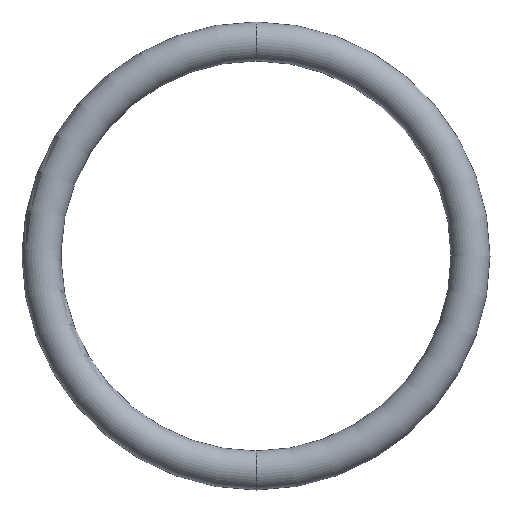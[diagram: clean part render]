
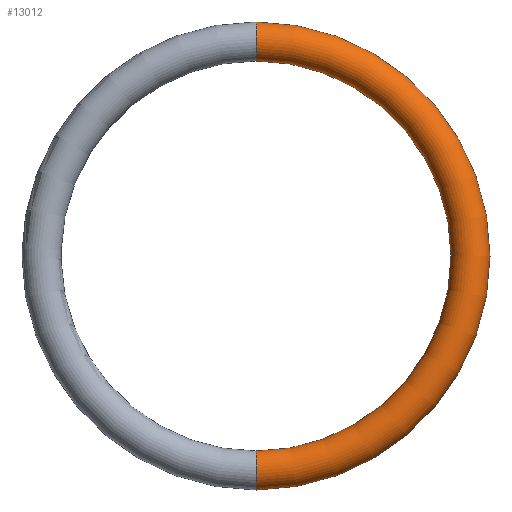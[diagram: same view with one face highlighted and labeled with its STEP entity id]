
A CAD part, front view. The second image highlights one B-rep face of the part: STEP entity #13012.
In plain terms, the highlighted toroidal (fillet/blend) face has major radius 66 mm and minor radius 6 mm.
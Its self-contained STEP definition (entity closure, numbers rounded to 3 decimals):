
#289 = DIRECTION ( 'NONE',  ( 0., 0., 1. ) ) ;
#1310 = EDGE_CURVE ( 'NONE', #1771, #5929, #8566, .T. ) ;
#1540 = DIRECTION ( 'NONE',  ( 1., 0., 0. ) ) ;
#1771 = VERTEX_POINT ( 'NONE', #4958 ) ;
#2088 = ORIENTED_EDGE ( 'NONE', *, *, #1310, .T. ) ;
#2089 = CARTESIAN_POINT ( 'NONE',  ( 0., 0., 0. ) ) ;
#2195 = CIRCLE ( 'NONE', #10962, 60. ) ;
#2491 = CARTESIAN_POINT ( 'NONE',  ( 0., 0., 72. ) ) ;
#2619 = DIRECTION ( 'NONE',  ( 0., -1., 0. ) ) ;
#2915 = ORIENTED_EDGE ( 'NONE', *, *, #3034, .F. ) ;
#3034 = EDGE_CURVE ( 'NONE', #1771, #8213, #3315, .T. ) ;
#3315 = CIRCLE ( 'NONE', #9807, 6. ) ;
#3572 = FACE_OUTER_BOUND ( 'NONE', #11136, .T. ) ;
#4255 = EDGE_CURVE ( 'NONE', #5929, #8526, #6777, .T. ) ;
#4655 = CARTESIAN_POINT ( 'NONE',  ( 0., 0., 60. ) ) ;
#4958 = CARTESIAN_POINT ( 'NONE',  ( 0., 0., -72. ) ) ;
#5151 = CARTESIAN_POINT ( 'NONE',  ( 0., 0., 0. ) ) ;
#5929 = VERTEX_POINT ( 'NONE', #2491 ) ;
#6007 = CARTESIAN_POINT ( 'NONE',  ( 0., 0., 0. ) ) ;
#6327 = DIRECTION ( 'NONE',  ( 0., -1., 0. ) ) ;
#6374 = DIRECTION ( 'NONE',  ( 0., 0., -1. ) ) ;
#6766 = ORIENTED_EDGE ( 'NONE', *, *, #11540, .F. ) ;
#6777 = CIRCLE ( 'NONE', #8683, 6. ) ;
#7222 = TOROIDAL_SURFACE ( 'NONE', #13339, 66., 6. ) ;
#8066 = DIRECTION ( 'NONE',  ( 0., 0., -1. ) ) ;
#8118 = DIRECTION ( 'NONE',  ( 0., 0., -1. ) ) ;
#8155 = DIRECTION ( 'NONE',  ( -1., 0., 0. ) ) ;
#8213 = VERTEX_POINT ( 'NONE', #11109 ) ;
#8526 = VERTEX_POINT ( 'NONE', #4655 ) ;
#8566 = CIRCLE ( 'NONE', #9608, 72. ) ;
#8683 = AXIS2_PLACEMENT_3D ( 'NONE', #9145, #1540, #8066 ) ;
#9145 = CARTESIAN_POINT ( 'NONE',  ( 0., 0., 66. ) ) ;
#9608 = AXIS2_PLACEMENT_3D ( 'NONE', #6007, #2619, #8118 ) ;
#9807 = AXIS2_PLACEMENT_3D ( 'NONE', #13757, #8155, #289 ) ;
#10962 = AXIS2_PLACEMENT_3D ( 'NONE', #5151, #6327, #6374 ) ;
#11109 = CARTESIAN_POINT ( 'NONE',  ( 0., 0., -60. ) ) ;
#11111 = DIRECTION ( 'NONE',  ( 0., 0., -1. ) ) ;
#11136 = EDGE_LOOP ( 'NONE', ( #2915, #2088, #13843, #6766 ) ) ;
#11540 = EDGE_CURVE ( 'NONE', #8213, #8526, #2195, .T. ) ;
#13012 = ADVANCED_FACE ( 'NONE', ( #3572 ), #7222, .T. ) ;
#13339 = AXIS2_PLACEMENT_3D ( 'NONE', #2089, #14456, #11111 ) ;
#13757 = CARTESIAN_POINT ( 'NONE',  ( 0., 0., -66. ) ) ;
#13843 = ORIENTED_EDGE ( 'NONE', *, *, #4255, .T. ) ;
#14456 = DIRECTION ( 'NONE',  ( 0., -1., 0. ) ) ;
